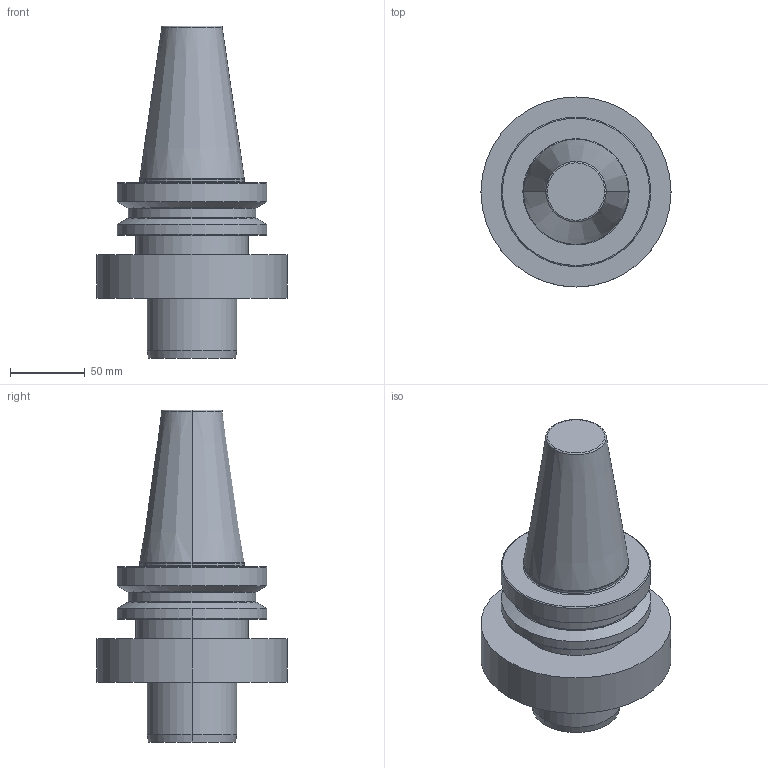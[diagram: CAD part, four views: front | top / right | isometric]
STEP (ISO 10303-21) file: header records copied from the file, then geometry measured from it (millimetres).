
FILE_DESCRIPTION(/* description */ (''),/* implementation_level */ '2;1');
FILE_NAME(/* name */ '1625641571855.stp',/* time_stamp */ '2021-07-07T12:36:25+05:00',/* author */ (''),/* organization */ ('SMS'),/* preprocessor_version */ 'ST-DEVELOPER v16.7',/* originating_system */ 'SIEMENS PLM Software NX 12.0',/* authorisation */ '');
FILE_SCHEMA (('AUTOMOTIVE_DESIGN { 1 0 10303 214 3 1 1 1 }'));
Length unit declared in the file: millimetre
Products named in the file (1): 203616325mod000_00
Bounding box: 127 x 127 x 221.8 mm (x, y, z)
Volume: 1047628.8 mm3; surface area: 82830.2 mm2
Topology: 1 solids, 1 shells, 41 faces, 79 edges, 49 vertices
Faces by surface type: cylinder 14, torus 11, plane 8, cone 8
Full cylindrical faces by diameter (mm): 85 x1, 99.957 x1
Entity records: 1119 total; most frequent: DIRECTION 226, CARTESIAN_POINT 173, ORIENTED_EDGE 158, AXIS2_PLACEMENT_3D 102, EDGE_CURVE 79, CIRCLE 57, EDGE_LOOP 47, VERTEX_POINT 46
